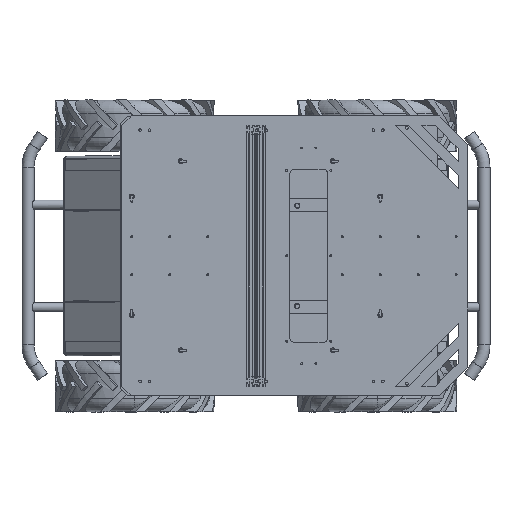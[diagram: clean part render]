
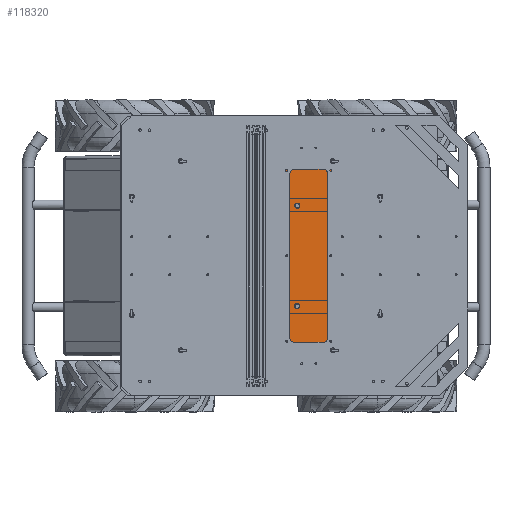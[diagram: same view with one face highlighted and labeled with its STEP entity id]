
A CAD part, top view. The second image highlights one B-rep face of the part: STEP entity #118320.
In plain terms, the highlighted planar face has unit normal (0, 0, 1).
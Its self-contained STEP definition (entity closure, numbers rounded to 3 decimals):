
#961 = LINE ( 'NONE', #38898, #139795 ) ;
#1841 = EDGE_CURVE ( 'NONE', #84274, #22306, #101771, .T. ) ;
#2275 = ORIENTED_EDGE ( 'NONE', *, *, #17477, .T. ) ;
#3641 = VECTOR ( 'NONE', #146263, 1000. ) ;
#6077 = CARTESIAN_POINT ( 'NONE',  ( 87., 106.143, 71.588 ) ) ;
#6996 = EDGE_CURVE ( 'NONE', #124858, #136018, #37315, .T. ) ;
#8467 = VERTEX_POINT ( 'NONE', #147835 ) ;
#9953 = DIRECTION ( 'NONE',  ( 0., 0., -1. ) ) ;
#10328 = ORIENTED_EDGE ( 'NONE', *, *, #6996, .F. ) ;
#16201 = CARTESIAN_POINT ( 'NONE',  ( 92.6, -106.147, 71.588 ) ) ;
#17477 = EDGE_CURVE ( 'NONE', #120943, #95035, #90439, .T. ) ;
#22306 = VERTEX_POINT ( 'NONE', #156124 ) ;
#29099 = DIRECTION ( 'NONE',  ( 1., 0., 0. ) ) ;
#30079 = EDGE_LOOP ( 'NONE', ( #133694, #60989 ) ) ;
#31354 = CARTESIAN_POINT ( 'NONE',  ( 87., -106.147, 71.588 ) ) ;
#31406 = DIRECTION ( 'NONE',  ( 1., 0., 0. ) ) ;
#32096 = CARTESIAN_POINT ( 'NONE',  ( -92.6, -106.147, 71.588 ) ) ;
#33482 = EDGE_LOOP ( 'NONE', ( #140681, #94839, #112238, #119037 ) ) ;
#34062 = FACE_BOUND ( 'NONE', #36992, .T. ) ;
#35080 = CARTESIAN_POINT ( 'NONE',  ( -98.597, 206.873, 71.587 ) ) ;
#35992 = AXIS2_PLACEMENT_3D ( 'NONE', #45000, #47349, #82771 ) ;
#36992 = EDGE_LOOP ( 'NONE', ( #2275, #82066 ) ) ;
#37315 = CIRCLE ( 'NONE', #117895, 5.6 ) ;
#37925 = CARTESIAN_POINT ( 'NONE',  ( 81.4, 106.143, 71.588 ) ) ;
#38898 = CARTESIAN_POINT ( 'NONE',  ( 195.185, 206.873, 71.587 ) ) ;
#41192 = CARTESIAN_POINT ( 'NONE',  ( 92.6, 106.143, 71.588 ) ) ;
#42525 = LINE ( 'NONE', #126142, #116330 ) ;
#42998 = FACE_BOUND ( 'NONE', #121304, .T. ) ;
#43403 = VECTOR ( 'NONE', #78907, 1000. ) ;
#45000 = CARTESIAN_POINT ( 'NONE',  ( 87., 106.143, 71.588 ) ) ;
#45176 = EDGE_CURVE ( 'NONE', #8467, #62836, #50450, .T. ) ;
#45524 = DIRECTION ( 'NONE',  ( 0., 0., -1. ) ) ;
#46352 = VERTEX_POINT ( 'NONE', #16201 ) ;
#47349 = DIRECTION ( 'NONE',  ( 0., 0., 1. ) ) ;
#47993 = VERTEX_POINT ( 'NONE', #108156 ) ;
#49201 = DIRECTION ( 'NONE',  ( 0., -1., 0. ) ) ;
#50450 = CIRCLE ( 'NONE', #108308, 5.6 ) ;
#54024 = DIRECTION ( 'NONE',  ( 0., 0., -1. ) ) ;
#56953 = DIRECTION ( 'NONE',  ( 0., 0., 1. ) ) ;
#59048 = CARTESIAN_POINT ( 'NONE',  ( -81.4, -106.147, 71.588 ) ) ;
#60989 = ORIENTED_EDGE ( 'NONE', *, *, #62622, .F. ) ;
#61831 = AXIS2_PLACEMENT_3D ( 'NONE', #31354, #45524, #103851 ) ;
#62622 = EDGE_CURVE ( 'NONE', #62836, #8467, #103248, .T. ) ;
#62836 = VERTEX_POINT ( 'NONE', #94594 ) ;
#64063 = CIRCLE ( 'NONE', #76678, 5.6 ) ;
#66073 = DIRECTION ( 'NONE',  ( 0., 0., 1. ) ) ;
#66742 = EDGE_CURVE ( 'NONE', #47993, #46352, #79383, .T. ) ;
#67313 = AXIS2_PLACEMENT_3D ( 'NONE', #144091, #94342, #95174 ) ;
#68262 = EDGE_CURVE ( 'NONE', #46352, #47993, #95068, .T. ) ;
#70901 = DIRECTION ( 'NONE',  ( 0., 0., -1. ) ) ;
#70942 = VERTEX_POINT ( 'NONE', #86260 ) ;
#72172 = CARTESIAN_POINT ( 'NONE',  ( -98.597, -206.877, 71.588 ) ) ;
#76059 = EDGE_CURVE ( 'NONE', #70942, #137730, #42525, .T. ) ;
#76678 = AXIS2_PLACEMENT_3D ( 'NONE', #140987, #9953, #83277 ) ;
#78907 = DIRECTION ( 'NONE',  ( 1., 0., 0. ) ) ;
#79383 = CIRCLE ( 'NONE', #61831, 5.6 ) ;
#82066 = ORIENTED_EDGE ( 'NONE', *, *, #86946, .T. ) ;
#82771 = DIRECTION ( 'NONE',  ( 1., 0., 0. ) ) ;
#83277 = DIRECTION ( 'NONE',  ( 1., 0., 0. ) ) ;
#84274 = VERTEX_POINT ( 'NONE', #72172 ) ;
#86260 = CARTESIAN_POINT ( 'NONE',  ( -98.597, 206.873, 71.587 ) ) ;
#86436 = DIRECTION ( 'NONE',  ( 1., 0., 0. ) ) ;
#86946 = EDGE_CURVE ( 'NONE', #95035, #120943, #64063, .T. ) ;
#87562 = EDGE_CURVE ( 'NONE', #70942, #84274, #122571, .T. ) ;
#89852 = ORIENTED_EDGE ( 'NONE', *, *, #66742, .T. ) ;
#90439 = CIRCLE ( 'NONE', #102938, 5.6 ) ;
#90675 = AXIS2_PLACEMENT_3D ( 'NONE', #137665, #54024, #113978 ) ;
#90874 = CARTESIAN_POINT ( 'NONE',  ( -87., 106.143, 71.588 ) ) ;
#91048 = PLANE ( 'NONE',  #90675 ) ;
#91468 = DIRECTION ( 'NONE',  ( 0., 0., 1. ) ) ;
#93971 = FACE_BOUND ( 'NONE', #139566, .T. ) ;
#94342 = DIRECTION ( 'NONE',  ( 0., 0., -1. ) ) ;
#94594 = CARTESIAN_POINT ( 'NONE',  ( -92.6, 106.143, 71.588 ) ) ;
#94839 = ORIENTED_EDGE ( 'NONE', *, *, #1841, .T. ) ;
#95035 = VERTEX_POINT ( 'NONE', #32096 ) ;
#95068 = CIRCLE ( 'NONE', #67313, 5.6 ) ;
#95174 = DIRECTION ( 'NONE',  ( 1., 0., 0. ) ) ;
#99020 = CARTESIAN_POINT ( 'NONE',  ( -87., -106.147, 71.588 ) ) ;
#101771 = LINE ( 'NONE', #116783, #43403 ) ;
#102938 = AXIS2_PLACEMENT_3D ( 'NONE', #99020, #70901, #86436 ) ;
#103248 = CIRCLE ( 'NONE', #121031, 5.6 ) ;
#103477 = DIRECTION ( 'NONE',  ( 1., 0., 0. ) ) ;
#103851 = DIRECTION ( 'NONE',  ( 1., 0., 0. ) ) ;
#108156 = CARTESIAN_POINT ( 'NONE',  ( 81.4, -106.147, 71.588 ) ) ;
#108308 = AXIS2_PLACEMENT_3D ( 'NONE', #90874, #56953, #103477 ) ;
#110136 = EDGE_CURVE ( 'NONE', #136018, #124858, #129110, .T. ) ;
#112238 = ORIENTED_EDGE ( 'NONE', *, *, #127482, .F. ) ;
#113978 = DIRECTION ( 'NONE',  ( -1., 0., 0. ) ) ;
#116330 = VECTOR ( 'NONE', #29099, 1000. ) ;
#116730 = DIRECTION ( 'NONE',  ( 1., 0., 0. ) ) ;
#116783 = CARTESIAN_POINT ( 'NONE',  ( 196.772, -206.877, 71.588 ) ) ;
#117895 = AXIS2_PLACEMENT_3D ( 'NONE', #6077, #66073, #31406 ) ;
#118320 = ADVANCED_FACE ( 'NONE', ( #34062, #93971, #142945, #42998, #150276 ), #91048, .F. ) ;
#119037 = ORIENTED_EDGE ( 'NONE', *, *, #76059, .F. ) ;
#120943 = VERTEX_POINT ( 'NONE', #59048 ) ;
#121031 = AXIS2_PLACEMENT_3D ( 'NONE', #127040, #91468, #116730 ) ;
#121304 = EDGE_LOOP ( 'NONE', ( #10328, #125115 ) ) ;
#122571 = LINE ( 'NONE', #35080, #3641 ) ;
#124858 = VERTEX_POINT ( 'NONE', #41192 ) ;
#125115 = ORIENTED_EDGE ( 'NONE', *, *, #110136, .F. ) ;
#126142 = CARTESIAN_POINT ( 'NONE',  ( 196.772, 206.873, 71.587 ) ) ;
#127040 = CARTESIAN_POINT ( 'NONE',  ( -87., 106.143, 71.588 ) ) ;
#127482 = EDGE_CURVE ( 'NONE', #137730, #22306, #961, .T. ) ;
#129110 = CIRCLE ( 'NONE', #35992, 5.6 ) ;
#133694 = ORIENTED_EDGE ( 'NONE', *, *, #45176, .F. ) ;
#136018 = VERTEX_POINT ( 'NONE', #37925 ) ;
#137665 = CARTESIAN_POINT ( 'NONE',  ( 196.772, 206.873, 71.587 ) ) ;
#137730 = VERTEX_POINT ( 'NONE', #143626 ) ;
#139566 = EDGE_LOOP ( 'NONE', ( #143018, #89852 ) ) ;
#139795 = VECTOR ( 'NONE', #49201, 1000. ) ;
#140681 = ORIENTED_EDGE ( 'NONE', *, *, #87562, .T. ) ;
#140987 = CARTESIAN_POINT ( 'NONE',  ( -87., -106.147, 71.588 ) ) ;
#142945 = FACE_BOUND ( 'NONE', #30079, .T. ) ;
#143018 = ORIENTED_EDGE ( 'NONE', *, *, #68262, .T. ) ;
#143626 = CARTESIAN_POINT ( 'NONE',  ( 195.185, 206.873, 71.587 ) ) ;
#144091 = CARTESIAN_POINT ( 'NONE',  ( 87., -106.147, 71.588 ) ) ;
#146263 = DIRECTION ( 'NONE',  ( 0., -1., 0. ) ) ;
#147835 = CARTESIAN_POINT ( 'NONE',  ( -81.4, 106.143, 71.588 ) ) ;
#150276 = FACE_OUTER_BOUND ( 'NONE', #33482, .T. ) ;
#156124 = CARTESIAN_POINT ( 'NONE',  ( 195.185, -206.877, 71.588 ) ) ;
